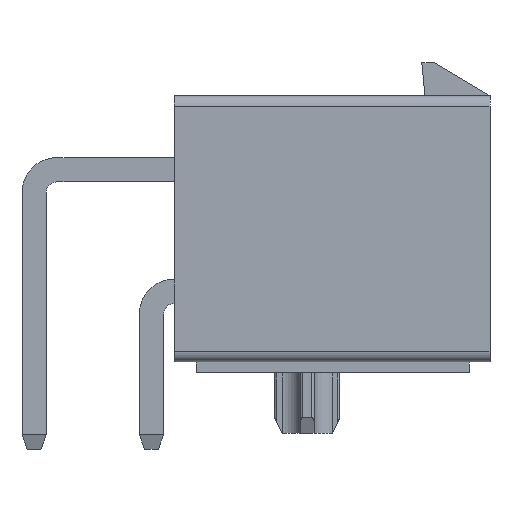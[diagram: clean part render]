
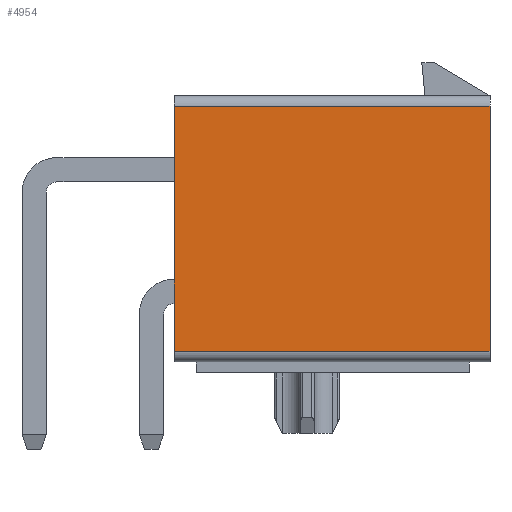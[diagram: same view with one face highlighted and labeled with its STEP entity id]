
A CAD part, left-side view. The second image highlights one B-rep face of the part: STEP entity #4954.
In plain terms, the highlighted face is planar.
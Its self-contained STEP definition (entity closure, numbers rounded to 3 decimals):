
#514=ORIENTED_EDGE('',*,*,#1652,.T.);
#515=ORIENTED_EDGE('',*,*,#1874,.T.);
#516=ORIENTED_EDGE('',*,*,#1795,.T.);
#517=ORIENTED_EDGE('',*,*,#1875,.T.);
#1652=EDGE_CURVE('',#2371,#2370,#2814,.T.);
#1795=EDGE_CURVE('',#2511,#2512,#2938,.T.);
#1874=EDGE_CURVE('',#2370,#2511,#3009,.T.);
#1875=EDGE_CURVE('',#2512,#2371,#3010,.T.);
#2370=VERTEX_POINT('',#7095);
#2371=VERTEX_POINT('',#7097);
#2511=VERTEX_POINT('',#7383);
#2512=VERTEX_POINT('',#7384);
#2814=LINE('',#7096,#3458);
#2938=LINE('',#7382,#3582);
#3009=LINE('',#7541,#3653);
#3010=LINE('',#7542,#3654);
#3458=VECTOR('',#5683,1000.);
#3582=VECTOR('',#5851,1000.);
#3653=VECTOR('',#6000,1000.);
#3654=VECTOR('',#6001,1000.);
#4117=EDGE_LOOP('',(#514,#515,#516,#517));
#4422=FACE_BOUND('',#4117,.T.);
#4702=PLANE('',#5316);
#4954=ADVANCED_FACE('',(#4422),#4702,.T.);
#5316=AXIS2_PLACEMENT_3D('',#7540,#5998,#5999);
#5683=DIRECTION('',(-1.,0.,0.));
#5851=DIRECTION('',(1.,0.,0.));
#5998=DIRECTION('',(0.,1.,0.));
#5999=DIRECTION('',(0.,0.,1.));
#6000=DIRECTION('',(0.,0.,1.));
#6001=DIRECTION('',(0.,0.,-1.));
#7095=CARTESIAN_POINT('',(-5.74,6.025,-7.4));
#7096=CARTESIAN_POINT('',(6.24,6.025,-7.4));
#7097=CARTESIAN_POINT('',(5.74,6.025,-7.4));
#7382=CARTESIAN_POINT('',(-6.24,6.025,7.4));
#7383=CARTESIAN_POINT('',(-5.74,6.025,7.4));
#7384=CARTESIAN_POINT('',(5.74,6.025,7.4));
#7540=CARTESIAN_POINT('',(0.,6.025,0.));
#7541=CARTESIAN_POINT('',(-5.74,6.025,0.));
#7542=CARTESIAN_POINT('',(5.74,6.025,0.));
